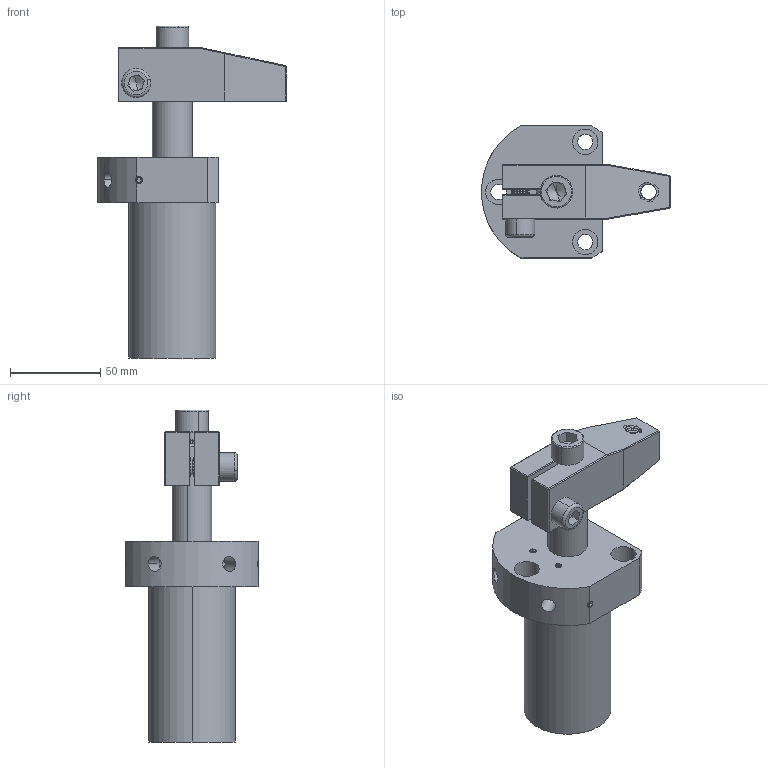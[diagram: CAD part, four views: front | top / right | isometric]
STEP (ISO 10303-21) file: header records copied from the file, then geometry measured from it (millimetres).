
FILE_DESCRIPTION (( 'STEP AP214' ), '1' );
FILE_NAME ('050-D121.STEP', '2019-05-21T07:49:13', ( '' ), ( '' ), 'SwSTEP 2.0', 'SolidWorks 2016', '' );
FILE_SCHEMA (( 'AUTOMOTIVE_DESIGN' ));
Length unit declared in the file: millimetre
Products named in the file (7): socket head cap screw_iso_ISO 4762 M12 x 30 --- 30S; socket head cap screw_iso_ISO 4762 M10 x 30 --- 30S; socket set screw flat point_iso_ISO 4026 - M4 x 6-S; 050-D121HSG; 050-121YB; 050-D121BT; 050-D121
Assembly tree (9 placements, depth 2):
  050-D121
    050-D121BT
    050-121YB
    050-D121HSG
    socket set screw flat point_iso_ISO 4026 - M4 x 6-S  x4
    socket head cap screw_iso_ISO 4762 M10 x 30 --- 30S
    socket head cap screw_iso_ISO 4762 M12 x 30 --- 30S
Bounding box: 104.26 x 73 x 183.5 mm (x, y, z)
Volume: 309371.1 mm3; surface area: 75864.8 mm2
Topology: 9 solids, 9 shells, 736 faces, 1816 edges, 1108 vertices
Faces by surface type: cone 309, cylinder 259, plane 133, torus 24, bspline 11
Entity records: 22342 total; most frequent: CARTESIAN_POINT 9510, DIRECTION 2757, ORIENTED_EDGE 2608, EDGE_CURVE 1304, AXIS2_PLACEMENT_3D 1091, VERTEX_POINT 793, EDGE_LOOP 579, LINE 575
